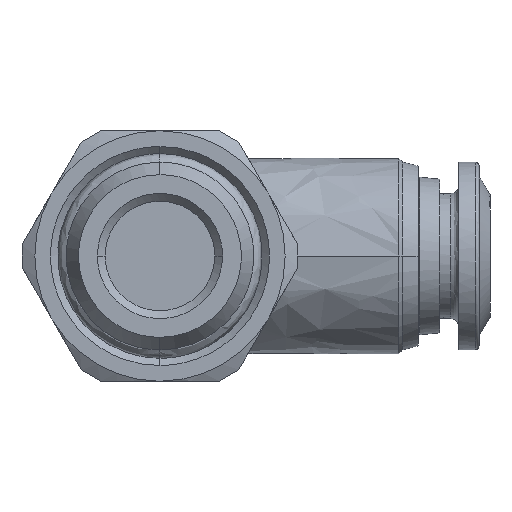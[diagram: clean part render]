
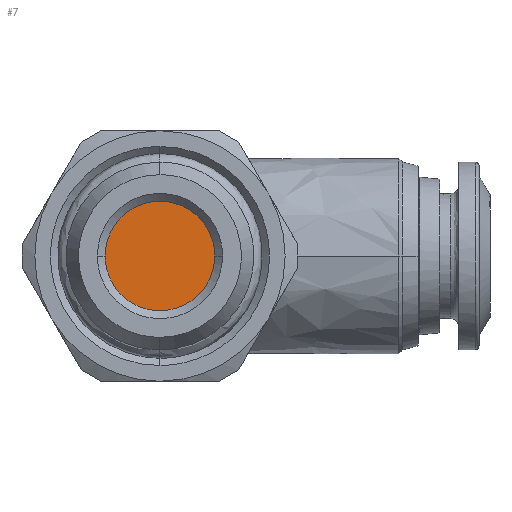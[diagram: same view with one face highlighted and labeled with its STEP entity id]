
A CAD part, left-side view. The second image highlights one B-rep face of the part: STEP entity #7.
In plain terms, the highlighted free-form (B-spline) face has degree [1, 1] with [2, 2] control points.
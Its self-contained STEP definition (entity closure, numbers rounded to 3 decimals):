
#7 = ADVANCED_FACE ( 'NONE', ( #3123 ), #8172, .T. ) ;
#64 = CARTESIAN_POINT ( 'NONE',  ( -18.263, 7.708, -3.542 ) ) ;
#231 = CARTESIAN_POINT ( 'NONE',  ( -18.263, 0.666, 0. ) ) ;
#1210 = CARTESIAN_POINT ( 'NONE',  ( -18.263, 2.116, 3.5 ) ) ;
#1443 = CARTESIAN_POINT ( 'NONE',  ( -18.263, 0.624, -3.542 ) ) ;
#1817 = CARTESIAN_POINT ( 'NONE',  ( -18.263, 0.666, -7. ) ) ;
#2534 = CARTESIAN_POINT ( 'NONE',  ( -18.263, 7.666, 2.05 ) ) ;
#2571 = CARTESIAN_POINT ( 'NONE',  ( -18.263, 0.666, 2.05 ) ) ;
#2597 = EDGE_CURVE ( 'NONE', #4213, #5409, #7759, .T. ) ;
#2901 = CARTESIAN_POINT ( 'NONE',  ( -18.263, 7.708, 3.542 ) ) ;
#3123 = FACE_OUTER_BOUND ( 'NONE', #7032, .T. ) ;
#3124 =( BOUNDED_CURVE ( )  B_SPLINE_CURVE ( 3, ( #7616, #1817, #8957, #6144 ),
 .UNSPECIFIED., .F., .F. ) 
 B_SPLINE_CURVE_WITH_KNOTS ( ( 4, 4 ),
 ( -3.142, 0. ),
 .UNSPECIFIED. ) 
 CURVE ( )  GEOMETRIC_REPRESENTATION_ITEM ( )  RATIONAL_B_SPLINE_CURVE ( ( 1., 0.333, 0.333, 1. ) ) 
 REPRESENTATION_ITEM ( '' )  );
#3267 = CARTESIAN_POINT ( 'NONE',  ( -18.263, 4.166, 3.5 ) ) ;
#4030 = EDGE_CURVE ( 'NONE', #5409, #4213, #3124, .T. ) ;
#4041 = CARTESIAN_POINT ( 'NONE',  ( -18.263, 0.666, 0. ) ) ;
#4213 = VERTEX_POINT ( 'NONE', #4426 ) ;
#4426 = CARTESIAN_POINT ( 'NONE',  ( -18.263, 7.666, 0. ) ) ;
#5409 = VERTEX_POINT ( 'NONE', #231 ) ;
#5840 = ORIENTED_EDGE ( 'NONE', *, *, #2597, .F. ) ;
#6144 = CARTESIAN_POINT ( 'NONE',  ( -18.263, 7.666, 0. ) ) ;
#6265 = CARTESIAN_POINT ( 'NONE',  ( -18.263, 6.216, 3.5 ) ) ;
#6876 = CARTESIAN_POINT ( 'NONE',  ( -18.263, 7.666, 0. ) ) ;
#7032 = EDGE_LOOP ( 'NONE', ( #8376, #5840 ) ) ;
#7616 = CARTESIAN_POINT ( 'NONE',  ( -18.263, 0.666, 0. ) ) ;
#7759 =( BOUNDED_CURVE ( )  B_SPLINE_CURVE ( 3, ( #6876, #2534, #6265, #3267, #1210, #2571, #4041 ),
 .UNSPECIFIED., .F., .F. ) 
 B_SPLINE_CURVE_WITH_KNOTS ( ( 4, 3, 4 ),
 ( -3.142, -1.571, 0. ),
 .UNSPECIFIED. ) 
 CURVE ( )  GEOMETRIC_REPRESENTATION_ITEM ( )  RATIONAL_B_SPLINE_CURVE ( ( 1., 0.805, 0.805, 1., 0.805, 0.805, 1. ) ) 
 REPRESENTATION_ITEM ( '' )  );
#8012 = CARTESIAN_POINT ( 'NONE',  ( -18.263, 0.624, 3.542 ) ) ;
#8172 = B_SPLINE_SURFACE_WITH_KNOTS ( 'NONE', 1, 1, ( 
 ( #64, #2901 ),
 ( #1443, #8012 ) ),
 .UNSPECIFIED., .F., .F., .F.,
 ( 2, 2 ),
 ( 2, 2 ),
 ( 0., 1. ),
 ( 0., 1. ),
 .UNSPECIFIED. ) ;
#8376 = ORIENTED_EDGE ( 'NONE', *, *, #4030, .F. ) ;
#8957 = CARTESIAN_POINT ( 'NONE',  ( -18.263, 7.666, -7. ) ) ;
